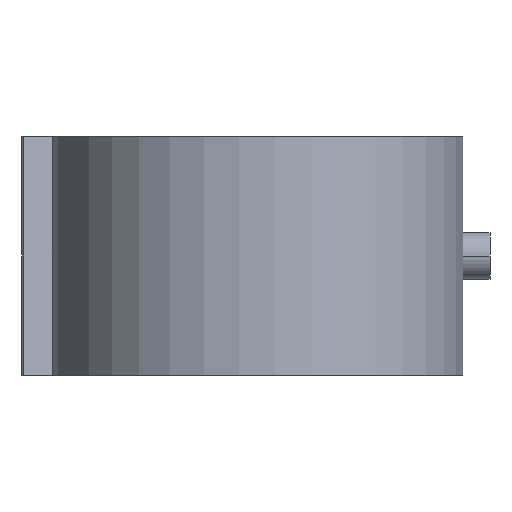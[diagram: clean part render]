
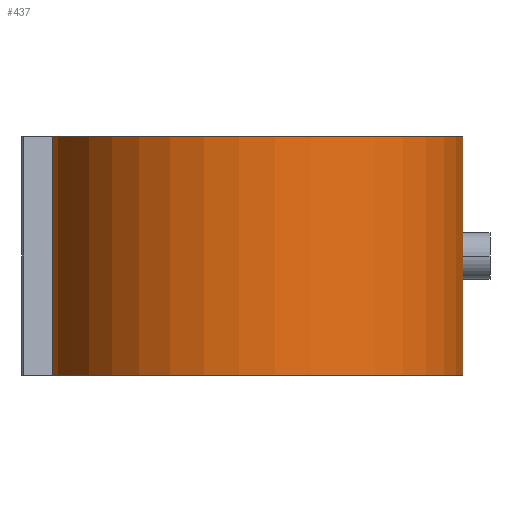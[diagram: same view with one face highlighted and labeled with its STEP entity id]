
A CAD part, front view. The second image highlights one B-rep face of the part: STEP entity #437.
In plain terms, the highlighted cylindrical face has radius 110.667 mm (diameter 221.333 mm), a partial arc.
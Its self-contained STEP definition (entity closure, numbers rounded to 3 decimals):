
#219 = VERTEX_POINT( '', #585 );
#237 = EDGE_CURVE( '', #475, #489, #608, .T. );
#375 = VERTEX_POINT( '', #763 );
#385 = EDGE_CURVE( '', #475, #219, #773, .T. );
#437 = ADVANCED_FACE( '', ( #830 ), #831, .T. );
#471 = EDGE_CURVE( '', #375, #489, #869, .T. );
#475 = VERTEX_POINT( '', #873 );
#489 = VERTEX_POINT( '', #887 );
#523 = EDGE_CURVE( '', #219, #375, #924, .T. );
#585 = CARTESIAN_POINT( '', ( -110.249, -9.6, -64. ) );
#608 = CIRCLE( '', #1015, 110.667 );
#763 = CARTESIAN_POINT( '', ( 110.249, 9.6, -64. ) );
#773 = LINE( '', #1337, #1338 );
#830 = FACE_OUTER_BOUND( '', #1488, .T. );
#831 = CYLINDRICAL_SURFACE( '', #1489, 110.667 );
#869 = LINE( '', #1669, #1670 );
#873 = CARTESIAN_POINT( '', ( -110.249, -9.6, 64. ) );
#887 = CARTESIAN_POINT( '', ( 110.249, 9.6, 64. ) );
#924 = CIRCLE( '', #1746, 110.667 );
#1015 = AXIS2_PLACEMENT_3D( '', #1848, #1849, #1850 );
#1337 = CARTESIAN_POINT( '', ( -110.249, -9.6, 64. ) );
#1338 = VECTOR( '', #2051, 1. );
#1488 = EDGE_LOOP( '', ( #2127, #2128, #2129, #2130 ) );
#1489 = AXIS2_PLACEMENT_3D( '', #2131, #2132, #2133 );
#1669 = CARTESIAN_POINT( '', ( 110.249, 9.6, 64. ) );
#1670 = VECTOR( '', #2164, 1. );
#1746 = AXIS2_PLACEMENT_3D( '', #2214, #2215, #2216 );
#1848 = CARTESIAN_POINT( '', ( 0., 0., 64. ) );
#1849 = DIRECTION( '', ( 0., 0., 1. ) );
#1850 = DIRECTION( '', ( -0.996, -0.087, 0. ) );
#2051 = DIRECTION( '', ( 0., 0., -1. ) );
#2127 = ORIENTED_EDGE( '', *, *, #471, .T. );
#2128 = ORIENTED_EDGE( '', *, *, #237, .F. );
#2129 = ORIENTED_EDGE( '', *, *, #385, .T. );
#2130 = ORIENTED_EDGE( '', *, *, #523, .T. );
#2131 = CARTESIAN_POINT( '', ( 0., 0., 64. ) );
#2132 = DIRECTION( '', ( 0., 0., 1. ) );
#2133 = DIRECTION( '', ( -0.996, -0.087, 0. ) );
#2164 = DIRECTION( '', ( 0., 0., 1. ) );
#2214 = CARTESIAN_POINT( '', ( 0., 0., -64. ) );
#2215 = DIRECTION( '', ( 0., 0., 1. ) );
#2216 = DIRECTION( '', ( -0.996, -0.087, 0. ) );
